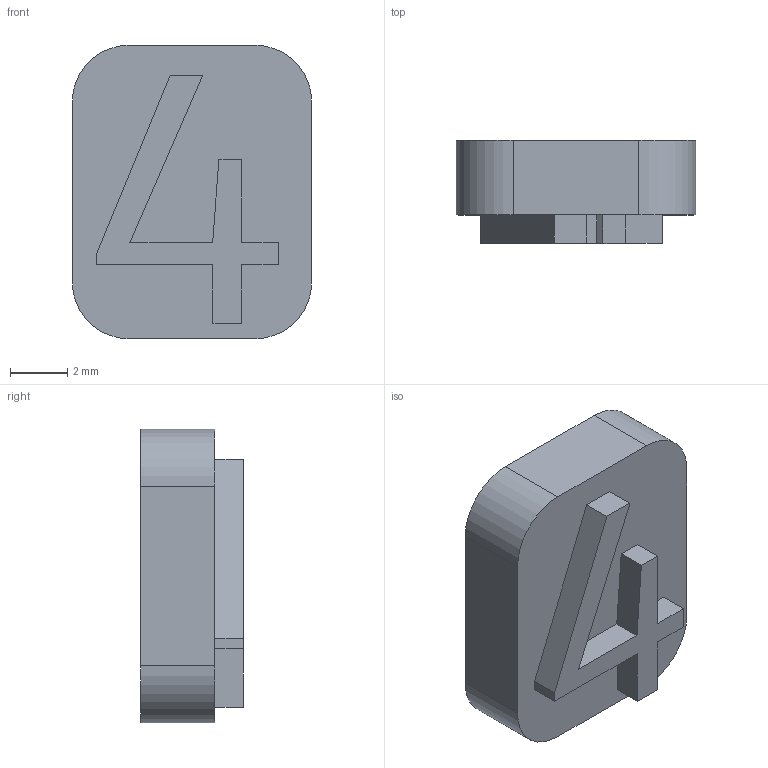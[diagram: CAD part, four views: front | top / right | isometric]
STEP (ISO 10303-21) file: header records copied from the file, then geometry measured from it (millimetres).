
FILE_DESCRIPTION (( 'STEP AP203' ), '1' );
FILE_NAME ('#4 diffuser.STEP', '2024-02-20T07:32:07', ( '' ), ( '' ), 'SwSTEP 2.0', 'SolidWorks 2022', '' );
FILE_SCHEMA (( 'CONFIG_CONTROL_DESIGN' ));
Length unit declared in the file: millimetre
Products named in the file (2): #4 diffuser
Assembly tree (1 placements, depth 2):
  #4 diffuser
    #4 diffuser
Bounding box: 8.4 x 3.6 x 10.3 mm (x, y, z)
Volume: 232 mm3; surface area: 291.3 mm2
Topology: 1 solids, 1 shells, 26 faces, 69 edges, 46 vertices
Faces by surface type: plane 22, cylinder 4
Entity records: 997 total; most frequent: CARTESIAN_POINT 145, ORIENTED_EDGE 138, DIRECTION 137, EDGE_CURVE 69, VECTOR 61, LINE 61, VERTEX_POINT 46, AXIS2_PLACEMENT_3D 38
